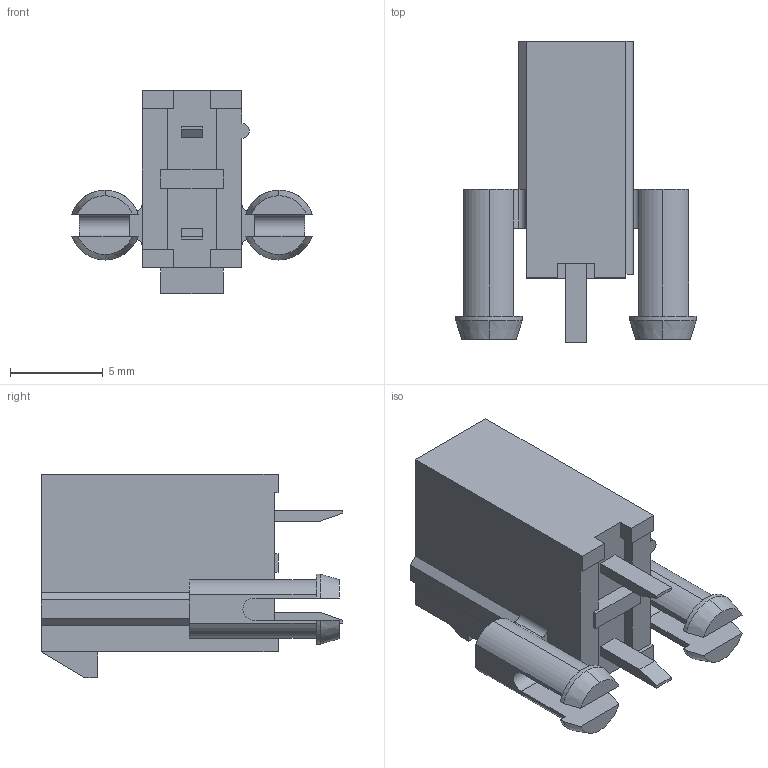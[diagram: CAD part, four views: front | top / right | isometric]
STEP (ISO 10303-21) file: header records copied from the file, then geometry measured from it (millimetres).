
FILE_DESCRIPTION (( 'STEP AP214' ), '1' );
FILE_NAME ('Molex Mini-Fit Jr. 2-pin Vertical PCB Header.STEP', '2015-05-12T23:03:02', ( '' ), ( '' ), 'SwSTEP 2.0', 'SolidWorks 2014', '' );
FILE_SCHEMA (( 'AUTOMOTIVE_DESIGN' ));
Length unit declared in the file: inch
Products named in the file (1): Molex Mini-Fit Jr. 2-pin Vertical PCB Header
Bounding box: 12.98 x 16.3 x 11 mm (x, y, z)
Volume: 545.7 mm3; surface area: 1075.2 mm2
Topology: 1 solids, 1 shells, 123 faces, 336 edges, 222 vertices
Faces by surface type: plane 96, cylinder 21, cone 6
Entity records: 4186 total; most frequent: CARTESIAN_POINT 706, ORIENTED_EDGE 672, DIRECTION 626, EDGE_CURVE 336, LINE 278, VECTOR 278, VERTEX_POINT 222, AXIS2_PLACEMENT_3D 174
